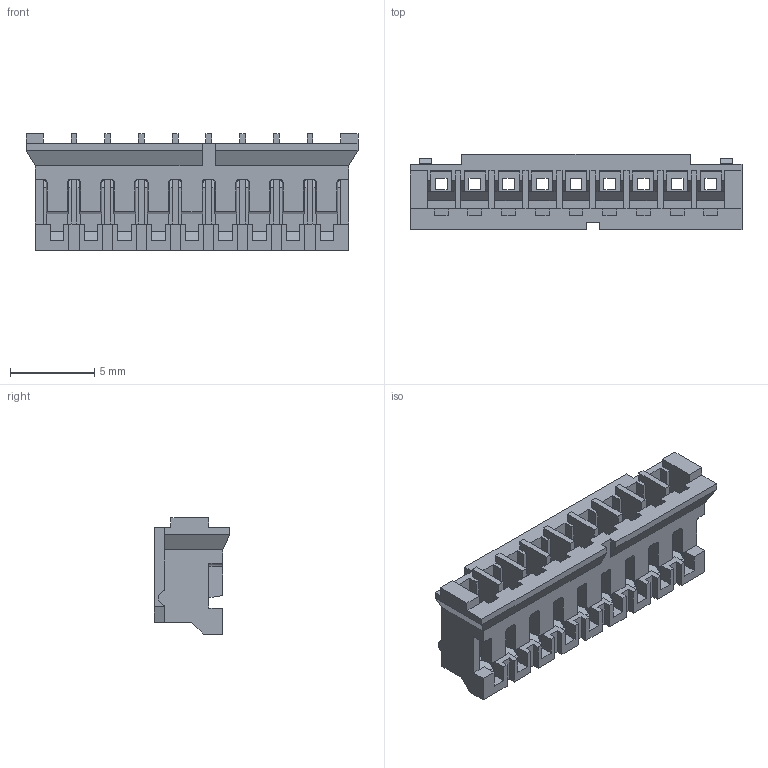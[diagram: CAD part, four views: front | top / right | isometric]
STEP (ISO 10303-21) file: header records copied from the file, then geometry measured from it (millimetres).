
FILE_DESCRIPTION(/* description */ ('Unknown'),/* implementation_level */ '2;1');
FILE_NAME(/* name */ '620009113322',/* time_stamp */ '2018-05-31T09:09:27+02:00',/* author */ ('Unknown'),/* organization */ ('Unknown'),/* preprocessor_version */ 'ST-DEVELOPER v16.7',/* originating_system */ 'DEX',/* authorisation */ $);
FILE_SCHEMA (('AUTOMOTIVE_DESIGN {1 0 10303 214 3 1 1}'));
Length unit declared in the file: millimetre
Products named in the file (2): 6200xx113322; 620009113322
Assembly tree (1 placements, depth 2):
  6200xx113322
    620009113322
Bounding box: 19.7 x 4.5 x 6.9 mm (x, y, z)
Volume: 211.1 mm3; surface area: 900.7 mm2
Topology: 1 solids, 1 shells, 449 faces, 1310 edges, 836 vertices
Faces by surface type: plane 431, cylinder 18
Entity records: 14563 total; most frequent: ORIENTED_EDGE 2620, CARTESIAN_POINT 2597, DIRECTION 2266, EDGE_CURVE 1310, LINE 1256, VECTOR 1256, VERTEX_POINT 836, AXIS2_PLACEMENT_3D 505
